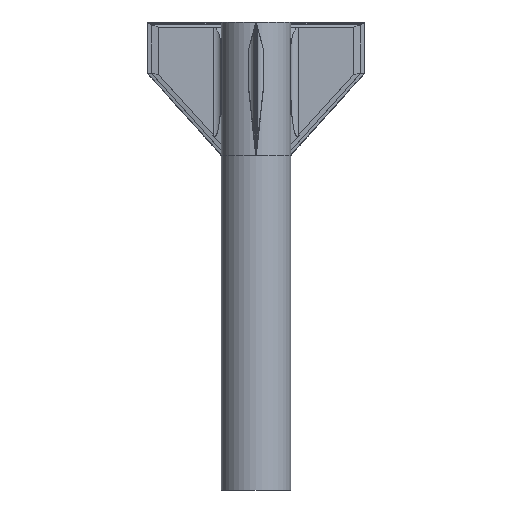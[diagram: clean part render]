
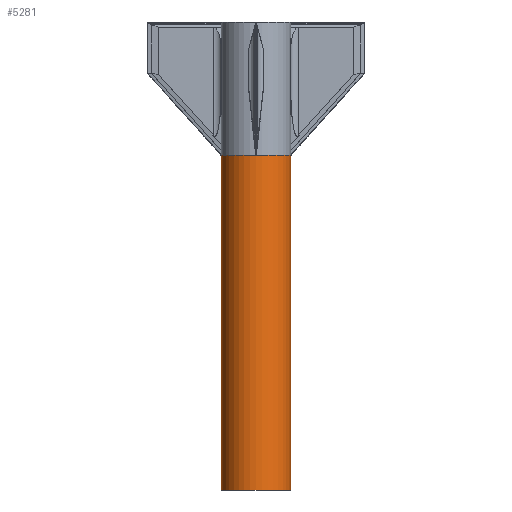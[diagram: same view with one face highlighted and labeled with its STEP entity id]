
A CAD part, front view. The second image highlights one B-rep face of the part: STEP entity #5281.
In plain terms, the highlighted cylindrical face has radius 78.36 mm (diameter 156.72 mm), a partial arc.
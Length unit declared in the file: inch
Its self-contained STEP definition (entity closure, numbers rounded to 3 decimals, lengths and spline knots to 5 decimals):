
#114 = CYLINDRICAL_SURFACE ( 'NONE', #5569, 3.08504 ) ;
#116 = CARTESIAN_POINT ( 'NONE',  ( -6.17008, 0.0625, -11.78583 ) ) ;
#134 = EDGE_CURVE ( 'NONE', #8743, #1322, #5184, .T. ) ;
#869 = CARTESIAN_POINT ( 'NONE',  ( 0., 0.0625, -47.78583 ) ) ;
#888 = DIRECTION ( 'NONE',  ( 1., 0., 0. ) ) ;
#1322 = VERTEX_POINT ( 'NONE', #5737 ) ;
#1711 = DIRECTION ( 'NONE',  ( 0., 0., 1. ) ) ;
#1767 = EDGE_LOOP ( 'NONE', ( #2842, #3192, #6091, #2509 ) ) ;
#1913 = DIRECTION ( 'NONE',  ( -1., 0., 0. ) ) ;
#2402 = VECTOR ( 'NONE', #8108, 39.37008 ) ;
#2509 = ORIENTED_EDGE ( 'NONE', *, *, #4546, .T. ) ;
#2842 = ORIENTED_EDGE ( 'NONE', *, *, #3113, .F. ) ;
#3032 = DIRECTION ( 'NONE',  ( -1., 0., 0. ) ) ;
#3113 = EDGE_CURVE ( 'NONE', #5824, #4823, #5303, .T. ) ;
#3192 = ORIENTED_EDGE ( 'NONE', *, *, #5997, .F. ) ;
#3264 = AXIS2_PLACEMENT_3D ( 'NONE', #4374, #8170, #3032 ) ;
#3808 = CARTESIAN_POINT ( 'NONE',  ( -3.08504, 0.0625, -47.78583 ) ) ;
#4201 = AXIS2_PLACEMENT_3D ( 'NONE', #6990, #4557, #1913 ) ;
#4374 = CARTESIAN_POINT ( 'NONE',  ( -3.08504, 0.0625, -11.78583 ) ) ;
#4546 = EDGE_CURVE ( 'NONE', #1322, #4823, #8770, .T. ) ;
#4557 = DIRECTION ( 'NONE',  ( 0., 0., -1. ) ) ;
#4823 = VERTEX_POINT ( 'NONE', #116 ) ;
#5184 = LINE ( 'NONE', #869, #2402 ) ;
#5268 = CIRCLE ( 'NONE', #4201, 3.08504 ) ;
#5281 = ADVANCED_FACE ( 'NONE', ( #7456 ), #114, .T. ) ;
#5303 = LINE ( 'NONE', #8366, #9413 ) ;
#5569 = AXIS2_PLACEMENT_3D ( 'NONE', #3808, #5976, #888 ) ;
#5737 = CARTESIAN_POINT ( 'NONE',  ( 0., 0.0625, -11.78583 ) ) ;
#5824 = VERTEX_POINT ( 'NONE', #7867 ) ;
#5976 = DIRECTION ( 'NONE',  ( 0., 0., 1. ) ) ;
#5997 = EDGE_CURVE ( 'NONE', #8743, #5824, #5268, .T. ) ;
#6091 = ORIENTED_EDGE ( 'NONE', *, *, #134, .T. ) ;
#6990 = CARTESIAN_POINT ( 'NONE',  ( -3.08504, 0.0625, -41.41575 ) ) ;
#7456 = FACE_OUTER_BOUND ( 'NONE', #1767, .T. ) ;
#7867 = CARTESIAN_POINT ( 'NONE',  ( -6.17008, 0.0625, -41.41575 ) ) ;
#8108 = DIRECTION ( 'NONE',  ( 0., 0., 1. ) ) ;
#8170 = DIRECTION ( 'NONE',  ( 0., 0., -1. ) ) ;
#8366 = CARTESIAN_POINT ( 'NONE',  ( -6.17008, 0.0625, -47.78583 ) ) ;
#8743 = VERTEX_POINT ( 'NONE', #9010 ) ;
#8770 = CIRCLE ( 'NONE', #3264, 3.08504 ) ;
#9010 = CARTESIAN_POINT ( 'NONE',  ( 0., 0.0625, -41.41575 ) ) ;
#9413 = VECTOR ( 'NONE', #1711, 39.37008 ) ;
